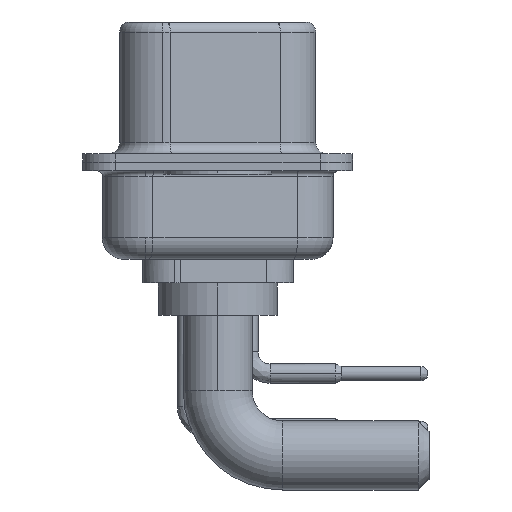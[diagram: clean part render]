
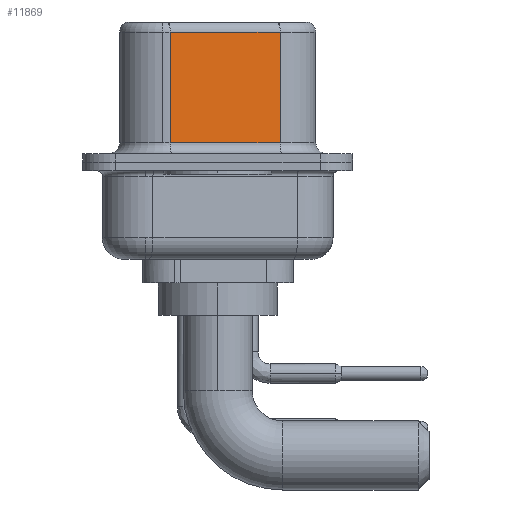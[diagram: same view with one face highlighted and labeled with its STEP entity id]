
A CAD part, left-side view. The second image highlights one B-rep face of the part: STEP entity #11869.
In plain terms, the highlighted planar face has unit normal (-0.985, -0.174, 0).
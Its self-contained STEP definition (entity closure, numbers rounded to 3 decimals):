
#1310 = ORIENTED_EDGE ( 'NONE', *, *, #11312, .T. ) ;
#3236 = VECTOR ( 'NONE', #23695, 1000. ) ;
#3484 = VERTEX_POINT ( 'NONE', #11430 ) ;
#3910 = CARTESIAN_POINT ( 'NONE',  ( 3.68, 2.203, 6.52 ) ) ;
#4971 = EDGE_CURVE ( 'NONE', #17765, #16412, #11780, .T. ) ;
#5036 = CARTESIAN_POINT ( 'NONE',  ( 4.58, -2.897, 6.02 ) ) ;
#8052 = CARTESIAN_POINT ( 'NONE',  ( 4.58, -2.897, 0.9 ) ) ;
#9306 = EDGE_CURVE ( 'NONE', #13044, #16412, #15386, .T. ) ;
#10036 = VECTOR ( 'NONE', #23011, 1000. ) ;
#11312 = EDGE_CURVE ( 'NONE', #3484, #13044, #12566, .T. ) ;
#11430 = CARTESIAN_POINT ( 'NONE',  ( 3.68, 2.203, 6.02 ) ) ;
#11437 = DIRECTION ( 'NONE',  ( 0.985, 0.174, 0. ) ) ;
#11557 = CARTESIAN_POINT ( 'NONE',  ( 4.58, -2.897, 6.52 ) ) ;
#11590 = ORIENTED_EDGE ( 'NONE', *, *, #4971, .F. ) ;
#11780 = LINE ( 'NONE', #13732, #10036 ) ;
#11869 = ADVANCED_FACE ( 'NONE', ( #16850 ), #13256, .F. ) ;
#12219 = ORIENTED_EDGE ( 'NONE', *, *, #9306, .T. ) ;
#12566 = LINE ( 'NONE', #3910, #14163 ) ;
#13044 = VERTEX_POINT ( 'NONE', #16219 ) ;
#13256 = PLANE ( 'NONE',  #14924 ) ;
#13732 = CARTESIAN_POINT ( 'NONE',  ( 4.58, -2.897, 6.52 ) ) ;
#13893 = ORIENTED_EDGE ( 'NONE', *, *, #22179, .T. ) ;
#14163 = VECTOR ( 'NONE', #18583, 1000. ) ;
#14924 = AXIS2_PLACEMENT_3D ( 'NONE', #11557, #11437, #14940 ) ;
#14940 = DIRECTION ( 'NONE',  ( -0.174, 0.985, 0. ) ) ;
#15386 = LINE ( 'NONE', #8052, #23694 ) ;
#15967 = CARTESIAN_POINT ( 'NONE',  ( 4.58, -2.897, 6.02 ) ) ;
#16219 = CARTESIAN_POINT ( 'NONE',  ( 3.68, 2.203, 0.9 ) ) ;
#16412 = VERTEX_POINT ( 'NONE', #16512 ) ;
#16512 = CARTESIAN_POINT ( 'NONE',  ( 4.58, -2.897, 0.9 ) ) ;
#16850 = FACE_OUTER_BOUND ( 'NONE', #17415, .T. ) ;
#17415 = EDGE_LOOP ( 'NONE', ( #11590, #13893, #1310, #12219 ) ) ;
#17765 = VERTEX_POINT ( 'NONE', #5036 ) ;
#18583 = DIRECTION ( 'NONE',  ( 0., 0., -1. ) ) ;
#19480 = LINE ( 'NONE', #15967, #3236 ) ;
#20688 = DIRECTION ( 'NONE',  ( 0.174, -0.985, 0. ) ) ;
#22179 = EDGE_CURVE ( 'NONE', #17765, #3484, #19480, .T. ) ;
#23011 = DIRECTION ( 'NONE',  ( 0., 0., -1. ) ) ;
#23694 = VECTOR ( 'NONE', #20688, 1000. ) ;
#23695 = DIRECTION ( 'NONE',  ( -0.174, 0.985, 0. ) ) ;
